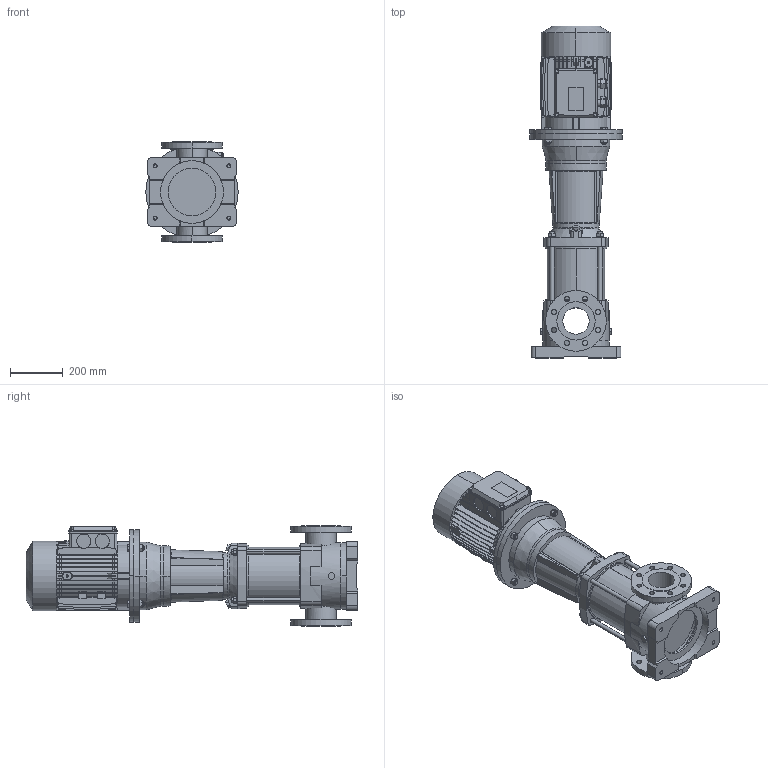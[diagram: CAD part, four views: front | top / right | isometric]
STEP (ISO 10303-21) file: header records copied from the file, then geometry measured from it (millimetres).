
FILE_DESCRIPTION (( 'STEP AP203' ), '1' );
FILE_NAME ('4.93.632.15swa02.step', '2023-04-21T13:28:15', ( '' ), ( '' ), 'SwSTEP 2.0', 'SolidWorks 2020', '' );
FILE_SCHEMA (( 'CONFIG_CONTROL_DESIGN' ));
Length unit declared in the file: millimetre
Products named in the file (8): 10007568swp00_M132 B5-De350; 4.93.631.13swp01; 10007670swn00_M32x1.5; 10007572swp02_132S-R3 ANONIMO; 4.93.632.15swa02; 10000018swn00_M16x55 8.8; 10007576swa02_M132S ANONIMO; 10000007swn00_M16 A4-70
Assembly tree (14 placements, depth 3):
  4.93.632.15swa02
    4.93.631.13swp01
    10007576swa02_M132S ANONIMO
      10007568swp00_M132 B5-De350
      10007572swp02_132S-R3 ANONIMO
      10007670swn00_M32x1.5  x2
    10000018swn00_M16x55 8.8  x4
    10000007swn00_M16 A4-70  x4
Bounding box: 350 x 1258.2 x 380 mm (x, y, z)
Volume: 33457625.6 mm3; surface area: 3252970 mm2
Topology: 36 solids, 36 shells, 1752 faces, 4496 edges, 2917 vertices
Faces by surface type: plane 1024, cylinder 403, cone 280, bspline 41, torus 4
Entity records: 52614 total; most frequent: CARTESIAN_POINT 14242, ORIENTED_EDGE 8026, DIRECTION 7302, EDGE_CURVE 4013, VERTEX_POINT 2642, VECTOR 2468, LINE 2468, AXIS2_PLACEMENT_3D 2417
